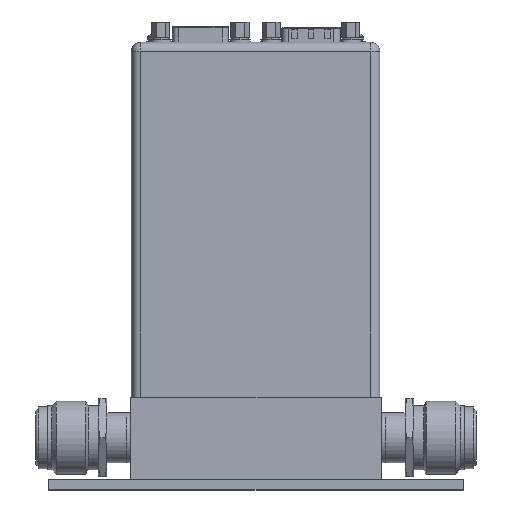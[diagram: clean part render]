
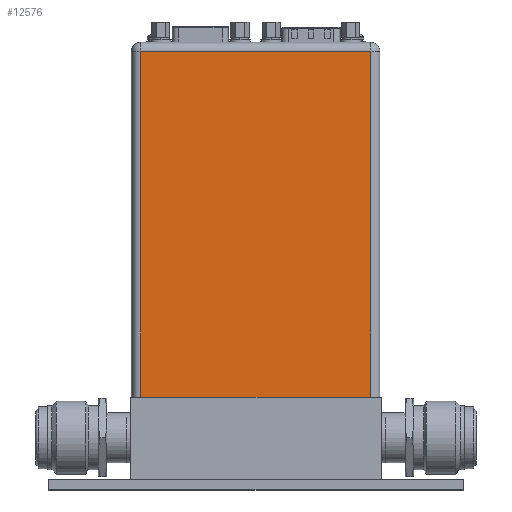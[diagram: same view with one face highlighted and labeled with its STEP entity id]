
A CAD part, top view. The second image highlights one B-rep face of the part: STEP entity #12576.
In plain terms, the highlighted planar face has unit normal (0, 0, 1).
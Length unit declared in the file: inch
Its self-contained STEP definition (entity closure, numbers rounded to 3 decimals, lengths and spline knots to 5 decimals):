
#11126=DIRECTION('',(0.,1.,0.));
#11127=VECTOR('',#11126,4.141);
#11128=CARTESIAN_POINT('',(1.3785,0.,1.425));
#11129=LINE('',#11128,#11127);
#11134=DIRECTION('',(-1.,0.,0.));
#11135=VECTOR('',#11134,2.757);
#11136=CARTESIAN_POINT('',(1.3785,0.,1.425));
#11137=LINE('',#11136,#11135);
#11142=DIRECTION('',(0.,-1.,0.));
#11143=VECTOR('',#11142,4.141);
#11144=CARTESIAN_POINT('',(-1.3785,4.141,1.425));
#11145=LINE('',#11144,#11143);
#11656=DIRECTION('',(-1.,0.,0.));
#11657=VECTOR('',#11656,2.757);
#11658=CARTESIAN_POINT('',(1.3785,4.141,1.425));
#11659=LINE('',#11658,#11657);
#12168=CARTESIAN_POINT('',(-1.3785,0.,1.425));
#12169=VERTEX_POINT('',#12168);
#12170=CARTESIAN_POINT('',(1.3785,0.,1.425));
#12171=VERTEX_POINT('',#12170);
#12429=CARTESIAN_POINT('',(1.3785,4.141,1.425));
#12430=VERTEX_POINT('',#12429);
#12431=CARTESIAN_POINT('',(-1.3785,4.141,1.425));
#12432=VERTEX_POINT('',#12431);
#12563=CARTESIAN_POINT('',(-1.4875,0.,1.425));
#12564=DIRECTION('',(0.,0.,1.));
#12565=DIRECTION('',(1.,0.,0.));
#12566=AXIS2_PLACEMENT_3D('',#12563,#12564,#12565);
#12567=PLANE('',#12566);
#12568=ORIENTED_EDGE('',*,*,#12555,.F.);
#12569=ORIENTED_EDGE('',*,*,#12483,.T.);
#12571=ORIENTED_EDGE('',*,*,#12570,.F.);
#12573=ORIENTED_EDGE('',*,*,#12572,.F.);
#12574=EDGE_LOOP('',(#12568,#12569,#12571,#12573));
#12575=FACE_OUTER_BOUND('',#12574,.F.);
#12576=ADVANCED_FACE('',(#12575),#12567,.T.);
#12483=EDGE_CURVE('',#12171,#12169,#11137,.T.);
#12555=EDGE_CURVE('',#12171,#12430,#11129,.T.);
#12570=EDGE_CURVE('',#12432,#12169,#11145,.T.);
#12572=EDGE_CURVE('',#12430,#12432,#11659,.T.);
